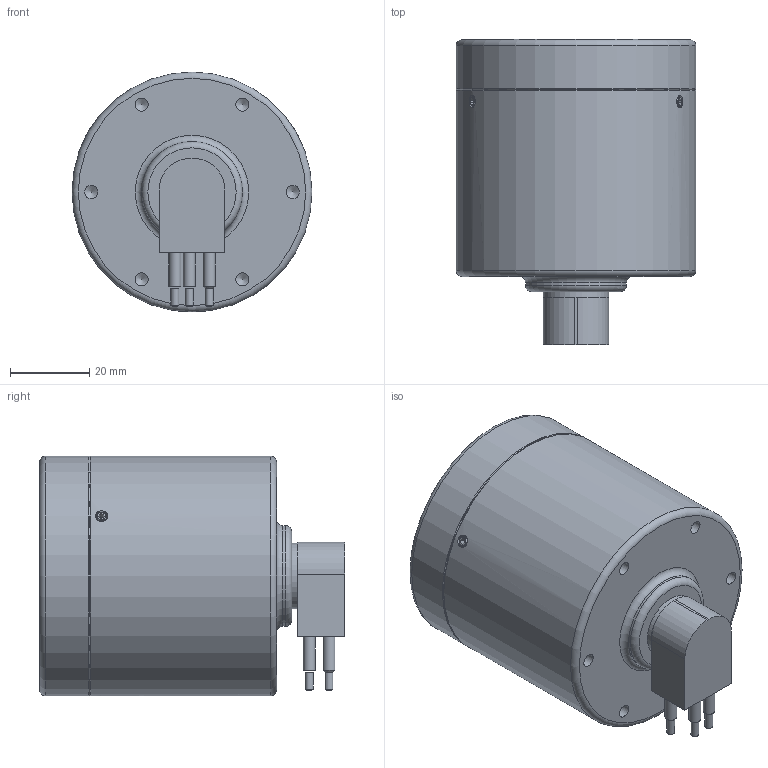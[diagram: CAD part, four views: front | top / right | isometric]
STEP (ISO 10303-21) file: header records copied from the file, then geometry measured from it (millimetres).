
FILE_DESCRIPTION(/* description */ (''),/* implementation_level */ '2;1');
FILE_NAME(/* name */ 'AR107_DFMini_LPMBH.stp',/* time_stamp */ '2022-10-05T12:46:27-04:00',/* author */ ('lfrey'),/* organization */ (''),/* preprocessor_version */ 'ST-DEVELOPER v19',/* originating_system */ 'Autodesk Inventor 2023',/* authorisation */ '');
FILE_SCHEMA (('AUTOMOTIVE_DESIGN { 1 0 10303 214 3 1 1 }'));
Length unit declared in the file: inch
Products named in the file (1): DFMini_LPMBH
Bounding box: 60.45 x 77.01 x 60.45 mm (x, y, z)
Volume: 105141.3 mm3; surface area: 40609 mm2
Topology: 1 solids, 4 shells, 445 faces, 1140 edges, 736 vertices
Faces by surface type: plane 186, cone 122, cylinder 63, torus 37, bspline 37
Full cylindrical faces by diameter (mm): 1.5 x3, 1.778 x4, 2 x3, 2.845 x9, 2.946 x6, 3 x3, 3.302 x6, 4.953 x6, 7.62 x1, 7.908 x1, 9.525 x1, 9.652 x1, 10.78 x1, 14.34 x1, 16.472 x1, 25.4 x1, 38.608 x1, 41.275 x1, 41.91 x1, 46.228 x1, 49.682 x1, 52.324 x3, 52.476 x1, 57.15 x1, 57.353 x1, 60.452 x2
Entity records: 16653 total; most frequent: CARTESIAN_POINT 5966, ORIENTED_EDGE 2242, DIRECTION 1940, EDGE_CURVE 1121, AXIS2_PLACEMENT_3D 757, VERTEX_POINT 736, EDGE_LOOP 507, STYLED_ITEM 446
